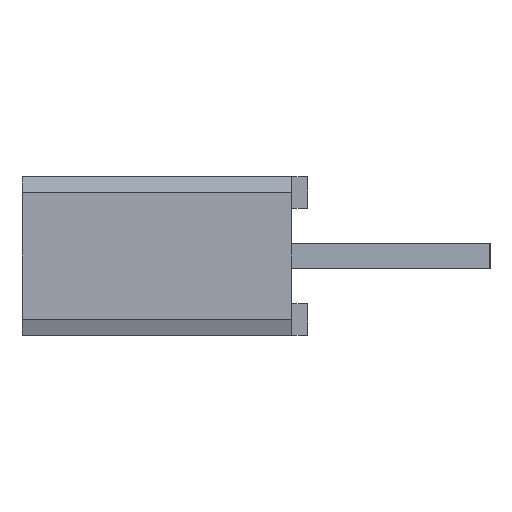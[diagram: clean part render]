
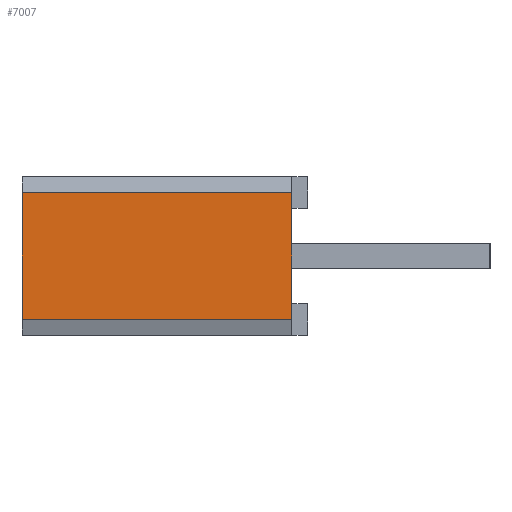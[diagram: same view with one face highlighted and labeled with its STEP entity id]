
A CAD part, left-side view. The second image highlights one B-rep face of the part: STEP entity #7007.
In plain terms, the highlighted planar face has unit normal (-1, 0, 0).
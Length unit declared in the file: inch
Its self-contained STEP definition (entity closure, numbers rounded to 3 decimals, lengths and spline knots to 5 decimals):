
#939=ORIENTED_EDGE('',*,*,#2564,.T.);
#940=ORIENTED_EDGE('',*,*,#2565,.T.);
#941=ORIENTED_EDGE('',*,*,#2566,.T.);
#942=ORIENTED_EDGE('',*,*,#2567,.F.);
#2564=EDGE_CURVE('',#3405,#3406,#4188,.T.);
#2565=EDGE_CURVE('',#3406,#3407,#4189,.T.);
#2566=EDGE_CURVE('',#3407,#3408,#4190,.T.);
#2567=EDGE_CURVE('',#3405,#3408,#4191,.T.);
#3405=VERTEX_POINT('',#10552);
#3406=VERTEX_POINT('',#10553);
#3407=VERTEX_POINT('',#10555);
#3408=VERTEX_POINT('',#10557);
#4188=LINE('',#10551,#5172);
#4189=LINE('',#10554,#5173);
#4190=LINE('',#10556,#5174);
#4191=LINE('',#10558,#5175);
#5172=VECTOR('',#8566,39.37008);
#5173=VECTOR('',#8567,39.37008);
#5174=VECTOR('',#8568,39.37008);
#5175=VECTOR('',#8569,39.37008);
#5807=EDGE_LOOP('',(#939,#940,#941,#942));
#6227=FACE_BOUND('',#5807,.T.);
#6623=PLANE('',#7418);
#7007=ADVANCED_FACE('',(#6227),#6623,.F.);
#7418=AXIS2_PLACEMENT_3D('',#10550,#8564,#8565);
#8564=DIRECTION('',(1.,0.,0.));
#8565=DIRECTION('',(0.,0.,-1.));
#8566=DIRECTION('',(0.,-1.,0.));
#8567=DIRECTION('',(0.,0.,1.));
#8568=DIRECTION('',(0.,1.,0.));
#8569=DIRECTION('',(0.,0.,1.));
#10550=CARTESIAN_POINT('',(-0.6,0.18,-0.05));
#10551=CARTESIAN_POINT('',(-0.6,0.18,-0.04));
#10552=CARTESIAN_POINT('',(-0.6,0.18,-0.04));
#10553=CARTESIAN_POINT('',(-0.6,0.01,-0.04));
#10554=CARTESIAN_POINT('',(-0.6,0.01,-0.03));
#10555=CARTESIAN_POINT('',(-0.6,0.01,0.04));
#10556=CARTESIAN_POINT('',(-0.6,0.18,0.04));
#10557=CARTESIAN_POINT('',(-0.6,0.18,0.04));
#10558=CARTESIAN_POINT('',(-0.6,0.18,-0.05));
